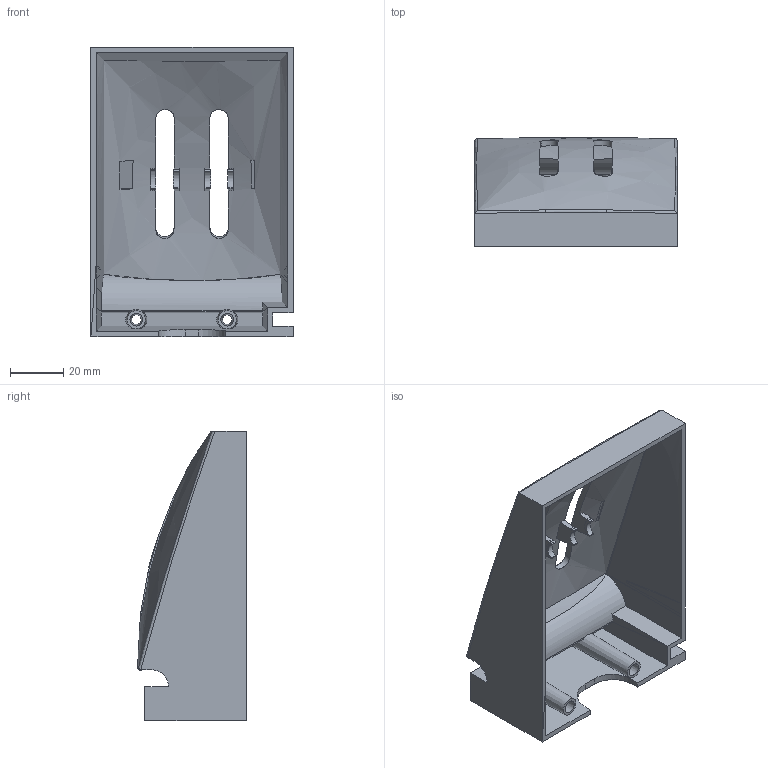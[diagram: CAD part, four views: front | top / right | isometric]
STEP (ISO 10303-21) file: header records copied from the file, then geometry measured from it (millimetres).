
FILE_DESCRIPTION(/* description */ (''),/* implementation_level */ '2;1');
FILE_NAME(/* name */ 'NanoEgg Mod Wheel Assembly Cover.step',/* time_stamp */ '2016-10-15T22:10:41-07:00',/* author */ (''),/* organization */ (''),/* preprocessor_version */ 'ST-DEVELOPER v16.5',/* originating_system */ 'Autodesk Translation Framework v5.2.0.2031',/* authorisation */ '');
FILE_SCHEMA (('AUTOMOTIVE_DESIGN { 1 0 10303 214 3 1 1 }'));
Length unit declared in the file: centimetre
Products named in the file (2): NanoEggAssembly2 v58; NewModWheelMountBlock
Assembly tree (1 placements, depth 2):
  NanoEggAssembly2 v58
    NewModWheelMountBlock
Bounding box: 75.75 x 40.82 x 108.35 mm (x, y, z)
Volume: 53799.8 mm3; surface area: 39051.7 mm2
Topology: 1 solids, 1 shells, 155 faces, 438 edges, 289 vertices
Faces by surface type: plane 85, cylinder 44, bspline 22, cone 4
Full cylindrical faces by diameter (mm): 3.572 x2
Entity records: 5892 total; most frequent: CARTESIAN_POINT 1838, ORIENTED_EDGE 852, DIRECTION 794, EDGE_CURVE 426, AXIS2_PLACEMENT_3D 290, VERTEX_POINT 286, LINE 214, VECTOR 214
